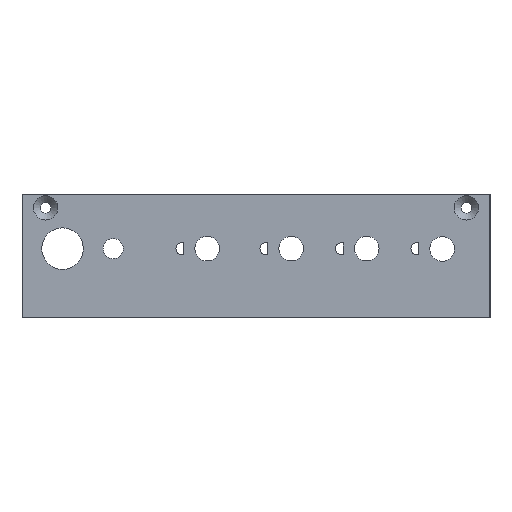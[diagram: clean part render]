
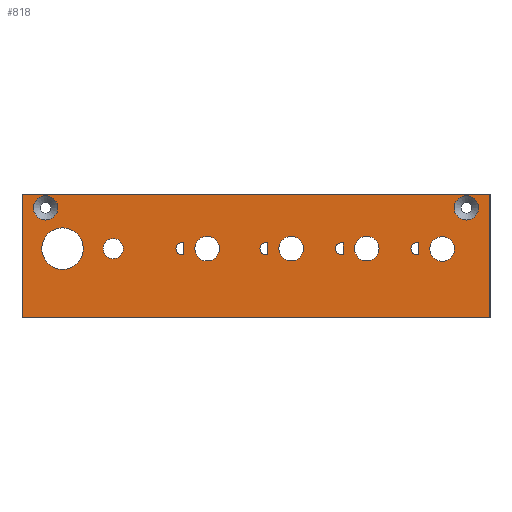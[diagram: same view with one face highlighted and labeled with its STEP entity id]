
A CAD part, top view. The second image highlights one B-rep face of the part: STEP entity #818.
In plain terms, the highlighted planar face has unit normal (0, 0, 1).
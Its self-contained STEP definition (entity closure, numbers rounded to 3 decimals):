
#18=FACE_BOUND('',#135,.T.);
#19=FACE_BOUND('',#136,.T.);
#20=FACE_BOUND('',#137,.T.);
#21=FACE_BOUND('',#138,.T.);
#22=FACE_BOUND('',#139,.T.);
#23=FACE_BOUND('',#140,.T.);
#24=FACE_BOUND('',#141,.T.);
#25=FACE_BOUND('',#142,.T.);
#26=FACE_BOUND('',#143,.T.);
#27=FACE_BOUND('',#144,.T.);
#28=FACE_BOUND('',#145,.T.);
#29=FACE_BOUND('',#146,.T.);
#61=PLANE('',#894);
#91=FACE_OUTER_BOUND('',#134,.T.);
#134=EDGE_LOOP('',(#652,#653,#654,#655));
#135=EDGE_LOOP('',(#656));
#136=EDGE_LOOP('',(#657,#658));
#137=EDGE_LOOP('',(#659));
#138=EDGE_LOOP('',(#660));
#139=EDGE_LOOP('',(#661,#662));
#140=EDGE_LOOP('',(#663,#664));
#141=EDGE_LOOP('',(#665));
#142=EDGE_LOOP('',(#666,#667));
#143=EDGE_LOOP('',(#668));
#144=EDGE_LOOP('',(#669));
#145=EDGE_LOOP('',(#670));
#146=EDGE_LOOP('',(#671));
#224=LINE('',#1283,#302);
#225=LINE('',#1285,#303);
#226=LINE('',#1287,#304);
#227=LINE('',#1288,#305);
#228=LINE('',#1293,#306);
#229=LINE('',#1301,#307);
#230=LINE('',#1305,#308);
#231=LINE('',#1311,#309);
#302=VECTOR('',#1046,10.);
#303=VECTOR('',#1047,10.);
#304=VECTOR('',#1048,10.);
#305=VECTOR('',#1049,10.);
#306=VECTOR('',#1052,10.);
#307=VECTOR('',#1059,10.);
#308=VECTOR('',#1062,10.);
#309=VECTOR('',#1067,10.);
#347=CIRCLE('',#892,3.6);
#349=CIRCLE('',#895,3.6);
#350=CIRCLE('',#896,1.75);
#351=CIRCLE('',#897,3.65);
#352=CIRCLE('',#898,3.65);
#353=CIRCLE('',#899,1.75);
#354=CIRCLE('',#900,1.75);
#355=CIRCLE('',#901,3.65);
#356=CIRCLE('',#902,1.75);
#357=CIRCLE('',#903,3.65);
#358=CIRCLE('',#904,6.15);
#359=CIRCLE('',#905,3.);
#404=VERTEX_POINT('',#1275);
#406=VERTEX_POINT('',#1281);
#407=VERTEX_POINT('',#1282);
#408=VERTEX_POINT('',#1284);
#409=VERTEX_POINT('',#1286);
#410=VERTEX_POINT('',#1289);
#411=VERTEX_POINT('',#1291);
#412=VERTEX_POINT('',#1292);
#413=VERTEX_POINT('',#1295);
#414=VERTEX_POINT('',#1297);
#415=VERTEX_POINT('',#1299);
#416=VERTEX_POINT('',#1300);
#417=VERTEX_POINT('',#1303);
#418=VERTEX_POINT('',#1304);
#419=VERTEX_POINT('',#1307);
#420=VERTEX_POINT('',#1309);
#421=VERTEX_POINT('',#1310);
#422=VERTEX_POINT('',#1313);
#423=VERTEX_POINT('',#1315);
#424=VERTEX_POINT('',#1317);
#494=EDGE_CURVE('',#404,#404,#347,.T.);
#497=EDGE_CURVE('',#406,#407,#224,.T.);
#498=EDGE_CURVE('',#406,#408,#225,.T.);
#499=EDGE_CURVE('',#409,#408,#226,.T.);
#500=EDGE_CURVE('',#409,#407,#227,.T.);
#501=EDGE_CURVE('',#410,#410,#349,.T.);
#502=EDGE_CURVE('',#411,#412,#228,.T.);
#503=EDGE_CURVE('',#412,#411,#350,.T.);
#504=EDGE_CURVE('',#413,#413,#351,.T.);
#505=EDGE_CURVE('',#414,#414,#352,.T.);
#506=EDGE_CURVE('',#415,#416,#229,.T.);
#507=EDGE_CURVE('',#416,#415,#353,.T.);
#508=EDGE_CURVE('',#417,#418,#230,.T.);
#509=EDGE_CURVE('',#418,#417,#354,.T.);
#510=EDGE_CURVE('',#419,#419,#355,.T.);
#511=EDGE_CURVE('',#420,#421,#231,.T.);
#512=EDGE_CURVE('',#421,#420,#356,.T.);
#513=EDGE_CURVE('',#422,#422,#357,.T.);
#514=EDGE_CURVE('',#423,#423,#358,.T.);
#515=EDGE_CURVE('',#424,#424,#359,.T.);
#652=ORIENTED_EDGE('',*,*,#497,.F.);
#653=ORIENTED_EDGE('',*,*,#498,.T.);
#654=ORIENTED_EDGE('',*,*,#499,.F.);
#655=ORIENTED_EDGE('',*,*,#500,.T.);
#656=ORIENTED_EDGE('',*,*,#501,.F.);
#657=ORIENTED_EDGE('',*,*,#502,.T.);
#658=ORIENTED_EDGE('',*,*,#503,.T.);
#659=ORIENTED_EDGE('',*,*,#504,.T.);
#660=ORIENTED_EDGE('',*,*,#505,.T.);
#661=ORIENTED_EDGE('',*,*,#506,.T.);
#662=ORIENTED_EDGE('',*,*,#507,.T.);
#663=ORIENTED_EDGE('',*,*,#508,.T.);
#664=ORIENTED_EDGE('',*,*,#509,.T.);
#665=ORIENTED_EDGE('',*,*,#510,.T.);
#666=ORIENTED_EDGE('',*,*,#511,.T.);
#667=ORIENTED_EDGE('',*,*,#512,.T.);
#668=ORIENTED_EDGE('',*,*,#513,.T.);
#669=ORIENTED_EDGE('',*,*,#514,.T.);
#670=ORIENTED_EDGE('',*,*,#515,.T.);
#671=ORIENTED_EDGE('',*,*,#494,.F.);
#818=ADVANCED_FACE('',(#91,#18,#19,#20,#21,#22,#23,#24,#25,#26,#27,#28,
#29),#61,.T.);
#892=AXIS2_PLACEMENT_3D('',#1276,#1039,#1040);
#894=AXIS2_PLACEMENT_3D('',#1280,#1044,#1045);
#895=AXIS2_PLACEMENT_3D('',#1290,#1050,#1051);
#896=AXIS2_PLACEMENT_3D('',#1294,#1053,#1054);
#897=AXIS2_PLACEMENT_3D('',#1296,#1055,#1056);
#898=AXIS2_PLACEMENT_3D('',#1298,#1057,#1058);
#899=AXIS2_PLACEMENT_3D('',#1302,#1060,#1061);
#900=AXIS2_PLACEMENT_3D('',#1306,#1063,#1064);
#901=AXIS2_PLACEMENT_3D('',#1308,#1065,#1066);
#902=AXIS2_PLACEMENT_3D('',#1312,#1068,#1069);
#903=AXIS2_PLACEMENT_3D('',#1314,#1070,#1071);
#904=AXIS2_PLACEMENT_3D('',#1316,#1072,#1073);
#905=AXIS2_PLACEMENT_3D('',#1318,#1074,#1075);
#1039=DIRECTION('center_axis',(0.,0.,1.));
#1040=DIRECTION('ref_axis',(-1.,0.,0.));
#1044=DIRECTION('center_axis',(0.,0.,1.));
#1045=DIRECTION('ref_axis',(1.,0.,0.));
#1046=DIRECTION('',(1.,0.,0.));
#1047=DIRECTION('',(0.,-1.,0.));
#1048=DIRECTION('',(-1.,0.,0.));
#1049=DIRECTION('',(0.,1.,0.));
#1050=DIRECTION('center_axis',(0.,0.,1.));
#1051=DIRECTION('ref_axis',(-1.,0.,0.));
#1052=DIRECTION('',(0.,-1.,0.));
#1053=DIRECTION('center_axis',(0.,0.,-1.));
#1054=DIRECTION('ref_axis',(1.,0.,0.));
#1055=DIRECTION('center_axis',(0.,0.,-1.));
#1056=DIRECTION('ref_axis',(1.,0.,0.));
#1057=DIRECTION('center_axis',(0.,0.,-1.));
#1058=DIRECTION('ref_axis',(1.,0.,0.));
#1059=DIRECTION('',(0.,-1.,0.));
#1060=DIRECTION('center_axis',(0.,0.,-1.));
#1061=DIRECTION('ref_axis',(1.,0.,0.));
#1062=DIRECTION('',(0.,-1.,0.));
#1063=DIRECTION('center_axis',(0.,0.,-1.));
#1064=DIRECTION('ref_axis',(1.,0.,0.));
#1065=DIRECTION('center_axis',(0.,0.,-1.));
#1066=DIRECTION('ref_axis',(1.,0.,0.));
#1067=DIRECTION('',(0.,-1.,0.));
#1068=DIRECTION('center_axis',(0.,0.,-1.));
#1069=DIRECTION('ref_axis',(1.,0.,0.));
#1070=DIRECTION('center_axis',(0.,0.,-1.));
#1071=DIRECTION('ref_axis',(1.,0.,0.));
#1072=DIRECTION('center_axis',(0.,0.,-1.));
#1073=DIRECTION('ref_axis',(1.,0.,0.));
#1074=DIRECTION('center_axis',(0.,0.,-1.));
#1075=DIRECTION('ref_axis',(1.,0.,0.));
#1275=CARTESIAN_POINT('',(36.607,30.,28.425));
#1276=CARTESIAN_POINT('Origin',(33.007,30.,28.425));
#1280=CARTESIAN_POINT('Origin',(-98.577,0.,28.425));
#1281=CARTESIAN_POINT('',(-98.577,34.,28.425));
#1282=CARTESIAN_POINT('',(40.007,34.,28.425));
#1283=CARTESIAN_POINT('',(-98.577,34.,28.425));
#1284=CARTESIAN_POINT('',(-98.577,-2.5,28.425));
#1285=CARTESIAN_POINT('',(-98.577,0.,28.425));
#1286=CARTESIAN_POINT('',(40.007,-2.5,28.425));
#1287=CARTESIAN_POINT('',(-98.577,-2.5,28.425));
#1288=CARTESIAN_POINT('',(40.007,0.,28.425));
#1289=CARTESIAN_POINT('',(-87.977,30.,28.425));
#1290=CARTESIAN_POINT('Origin',(-91.577,30.,28.425));
#1291=CARTESIAN_POINT('',(-3.505,19.616,28.425));
#1292=CARTESIAN_POINT('',(-3.505,16.262,28.425));
#1293=CARTESIAN_POINT('',(-3.505,9.808,28.425));
#1294=CARTESIAN_POINT('Origin',(-4.005,17.939,28.425));
#1295=CARTESIAN_POINT('',(-22.507,17.939,28.425));
#1296=CARTESIAN_POINT('Origin',(-18.857,17.939,28.425));
#1297=CARTESIAN_POINT('',(-47.399,17.939,28.425));
#1298=CARTESIAN_POINT('Origin',(-43.749,17.939,28.425));
#1299=CARTESIAN_POINT('',(18.847,19.616,28.425));
#1300=CARTESIAN_POINT('',(18.847,16.262,28.425));
#1301=CARTESIAN_POINT('',(18.847,9.808,28.425));
#1302=CARTESIAN_POINT('Origin',(18.347,17.939,28.425));
#1303=CARTESIAN_POINT('',(-25.857,19.616,28.425));
#1304=CARTESIAN_POINT('',(-25.857,16.262,28.425));
#1305=CARTESIAN_POINT('',(-25.857,9.808,28.425));
#1306=CARTESIAN_POINT('Origin',(-26.357,17.939,28.425));
#1307=CARTESIAN_POINT('',(-0.155,17.939,28.425));
#1308=CARTESIAN_POINT('Origin',(3.495,17.939,28.425));
#1309=CARTESIAN_POINT('',(-50.749,19.616,28.425));
#1310=CARTESIAN_POINT('',(-50.749,16.262,28.425));
#1311=CARTESIAN_POINT('',(-50.749,9.808,28.425));
#1312=CARTESIAN_POINT('Origin',(-51.249,17.939,28.425));
#1313=CARTESIAN_POINT('',(22.197,17.858,28.425));
#1314=CARTESIAN_POINT('Origin',(25.847,17.858,28.425));
#1315=CARTESIAN_POINT('',(-92.727,17.939,28.425));
#1316=CARTESIAN_POINT('Origin',(-86.577,17.939,28.425));
#1317=CARTESIAN_POINT('',(-74.577,17.939,28.425));
#1318=CARTESIAN_POINT('Origin',(-71.577,17.939,28.425));
